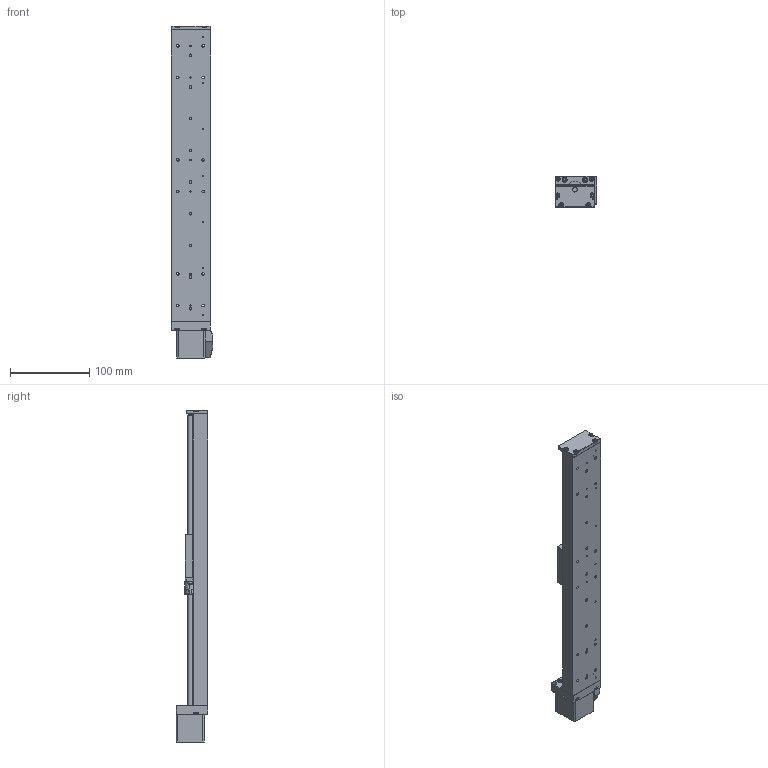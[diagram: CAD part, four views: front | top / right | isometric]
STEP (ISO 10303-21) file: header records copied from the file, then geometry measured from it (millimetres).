
FILE_DESCRIPTION (( 'STEP AP214' ), '1' );
FILE_NAME ('VT-50-14016.STEP', '2023-02-21T22:46:34', ( '' ), ( '' ), 'SwSTEP 2.0', 'SolidWorks 2020', '' );
FILE_SCHEMA (( 'AUTOMOTIVE_DESIGN' ));
Length unit declared in the file: millimetre
Products named in the file (23): 430252-C Connector Box S14; 430250 Carriage 55mm S14; 110092 Leadscrew, External, Size 14 Motor, 1-4 inch dia_110092-108_300mm; Dowel Pin, M-DIN_M01.5 x 005; 110092 Motor, Haydon, S14-Ex & Leadscrew_110092-108_VT-50_300mm; Screw, SHCS-S, M-DIN._M3 x 0.5 x 12mm; Screw, SHCS-S, M-DIN._M3 x 0.5 x 08mm; Screw, SHCS-S, M-DIN._M2 x 0.4 x 04mm; 130365 SEBS-12WBY Rail_130091-108_VT-50_300mm; VT-50-14016; Screw, SHCS-S, M-DIN._M4 x 0.7 x 08mm; Screw, SHCS-S, M-DIN._M2.5 x 0.45 x 06mm; 430253-A Motor Plate S14; Screw, SHCS-S, E-NR_E1-72 x 1''8in; 430261 Body 300mm S14; Screw, SHCS-S, M-DIN._M2.5 x 0.45 x 12mm; Screw, SHCS-S, M-DIN._M3 x 0.5 x 10mm; 130365 Bearing, Truck & Rail, SEBS-12WBY, Degreased; 110092 Motor S14-Ex; 430251-A End Plate S14; 431534 Leadscrew Nut Adapter, VT-50, Notched, S14 Haydon Motor; 130093-101 Bearing, Roller, 3x7x3mm; 130177 Leadscrew Nut, Haydon Size 14, Anti-Backlash, Atmospheric_Modified for PN430662
Assembly tree (56 placements, depth 3):
  VT-50-14016
    Dowel Pin, M-DIN_M01.5 x 005  x6
    Screw, SHCS-S, E-NR_E1-72 x 1''8in  x4
    Screw, SHCS-S, M-DIN._M2.5 x 0.45 x 06mm  x4
    Screw, SHCS-S, M-DIN._M2.5 x 0.45 x 12mm  x6
    130093-101 Bearing, Roller, 3x7x3mm
    Screw, SHCS-S, M-DIN._M3 x 0.5 x 10mm  x4
    Screw, SHCS-S, M-DIN._M3 x 0.5 x 08mm  x2
    Screw, SHCS-S, M-DIN._M3 x 0.5 x 12mm  x4
    430250 Carriage 55mm S14
    430251-A End Plate S14
    430252-C Connector Box S14
    430253-A Motor Plate S14
    130365 SEBS-12WBY Rail_130091-108_VT-50_300mm
    110092 Motor, Haydon, S14-Ex & Leadscrew_110092-108_VT-50_300mm
      110092 Motor S14-Ex
      110092 Leadscrew, External, Size 14 Motor, 1-4 inch dia_110092-108_300mm
    430261 Body 300mm S14
    Screw, SHCS-S, M-DIN._M4 x 0.7 x 08mm  x9
    Screw, SHCS-S, M-DIN._M2 x 0.4 x 04mm  x4
    130177 Leadscrew Nut, Haydon Size 14, Anti-Backlash, Atmospheric_Modified for PN430662
    130365 Bearing, Truck & Rail, SEBS-12WBY, Degreased
    431534 Leadscrew Nut Adapter, VT-50, Notched, S14 Haydon Motor
Bounding box: 52.85 x 39.85 x 419.2 mm (x, y, z)
Volume: 325781.2 mm3; surface area: 145968.8 mm2
Topology: 55 solids, 55 shells, 2202 faces, 4927 edges, 2907 vertices
Faces by surface type: plane 898, cylinder 664, cone 336, torus 304
Entity records: 44531 total; most frequent: DIRECTION 7842, CARTESIAN_POINT 7472, ORIENTED_EDGE 6922, EDGE_CURVE 3461, AXIS2_PLACEMENT_3D 2921, VERTEX_POINT 2171, LINE 2000, VECTOR 2000
